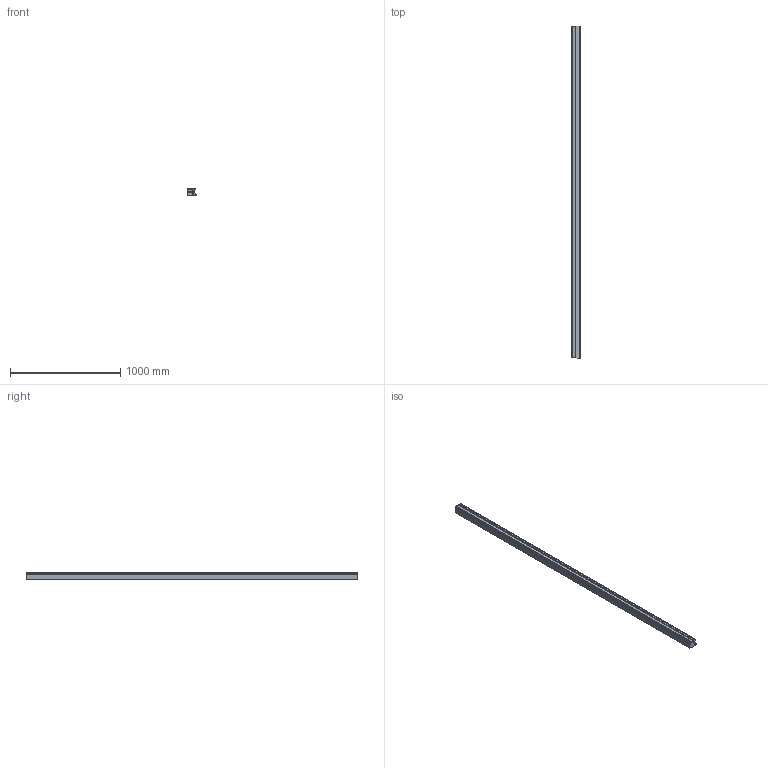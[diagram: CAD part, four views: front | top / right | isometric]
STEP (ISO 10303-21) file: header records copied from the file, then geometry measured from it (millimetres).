
FILE_DESCRIPTION (( 'STEP AP214' ), '1' );
FILE_NAME ('CPREG2N300AS_STPALL.STEP', '2023-11-15T12:52:45', ( '' ), ( '' ), 'SwSTEP 2.0', 'SolidWorks 2020', '' );
FILE_SCHEMA (( 'AUTOMOTIVE_DESIGN' ));
Length unit declared in the file: millimetre
Products named in the file (12): MP0817-18-19-20-21-ARMATURE PLATE HOUSING WITHOUT TAPPING 1_MP0821-3000MM FIXATION OBLONG; MP0389-AP ASSEMBLY; CPREG2N300AS_STPALL; MP0903-APH END CAP 2_NA; PP0270-PANEL PLUG DIAM 15.9; MP0759-60-61-62-63-SCREW COVER_MP0763-3000MM; MP0737-38-39-40-41 EML HOUSING_MP0741-EMLH 2984T; V30035x; MP0906-POSITIONING CAP; MP0102-SP END CAP 1_NA; DIN 7500 M - M3 x 8 - Z --- 8S_ISO 7046-1 - M3 x 8 - Z --- 8S; MP0902-APH END CAP 1_NA
Assembly tree (27 placements, depth 2):
  CPREG2N300AS_STPALL
    MP0737-38-39-40-41 EML HOUSING_MP0741-EMLH 2984T
    V30035x  x2
    PP0270-PANEL PLUG DIAM 15.9  x6
    MP0102-SP END CAP 1_NA  x2
    MP0906-POSITIONING CAP  x2
    DIN 7500 M - M3 x 8 - Z --- 8S_ISO 7046-1 - M3 x 8 - Z --- 8S  x8
    MP0817-18-19-20-21-ARMATURE PLATE HOUSING WITHOUT TAPPING 1_MP0821-3000MM FIXATION OBLONG
    MP0759-60-61-62-63-SCREW COVER_MP0763-3000MM
    MP0903-APH END CAP 2_NA
    MP0902-APH END CAP 1_NA
    MP0389-AP ASSEMBLY  x2
Bounding box: 90.4 x 3006 x 70.35 mm (x, y, z)
Volume: 4199501.8 mm3; surface area: 3190173.2 mm2
Topology: 31 solids, 31 shells, 2229 faces, 6125 edges, 3912 vertices
Faces by surface type: cylinder 818, plane 797, cone 564, torus 32, bspline 18
Entity records: 36084 total; most frequent: CARTESIAN_POINT 7483, ORIENTED_EDGE 5868, DIRECTION 5679, EDGE_CURVE 2934, AXIS2_PLACEMENT_3D 2074, VERTEX_POINT 1925, VECTOR 1531, LINE 1531
